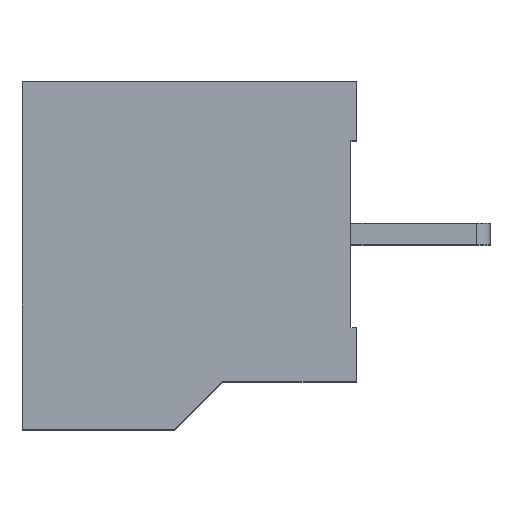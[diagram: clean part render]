
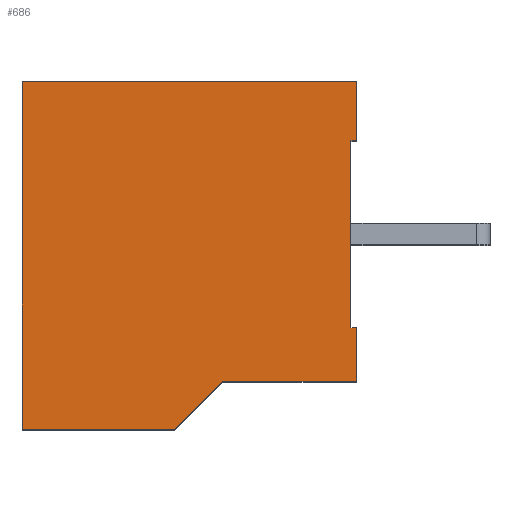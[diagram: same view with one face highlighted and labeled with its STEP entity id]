
A CAD part, top view. The second image highlights one B-rep face of the part: STEP entity #686.
In plain terms, the highlighted planar face has unit normal (0, 0, 1).
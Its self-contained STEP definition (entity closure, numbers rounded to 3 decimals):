
#686 = ADVANCED_FACE( '', ( #1385 ), #1386, .T. );
#1385 = FACE_OUTER_BOUND( '', #2101, .T. );
#1386 = PLANE( '', #2102 );
#2101 = EDGE_LOOP( '', ( #3945, #3946, #3947, #3948, #3949, #3950, #3951, #3952, #3953, #3954 ) );
#2102 = AXIS2_PLACEMENT_3D( '', #3955, #3956, #3957 );
#3945 = ORIENTED_EDGE( '', *, *, #5129, .F. );
#3946 = ORIENTED_EDGE( '', *, *, #4911, .F. );
#3947 = ORIENTED_EDGE( '', *, *, #4902, .T. );
#3948 = ORIENTED_EDGE( '', *, *, #4947, .F. );
#3949 = ORIENTED_EDGE( '', *, *, #5007, .F. );
#3950 = ORIENTED_EDGE( '', *, *, #5130, .T. );
#3951 = ORIENTED_EDGE( '', *, *, #4957, .F. );
#3952 = ORIENTED_EDGE( '', *, *, #4523, .F. );
#3953 = ORIENTED_EDGE( '', *, *, #4797, .T. );
#3954 = ORIENTED_EDGE( '', *, *, #4621, .F. );
#3955 = CARTESIAN_POINT( '', ( 12.003, -10.629, 0. ) );
#3956 = DIRECTION( '', ( 0., 0., 1. ) );
#3957 = DIRECTION( '', ( 1., 0., 0. ) );
#4523 = EDGE_CURVE( '', #5475, #5477, #5478, .T. );
#4621 = EDGE_CURVE( '', #5636, #5637, #5638, .T. );
#4797 = EDGE_CURVE( '', #5475, #5637, #5913, .T. );
#4902 = EDGE_CURVE( '', #6058, #6056, #6059, .T. );
#4911 = EDGE_CURVE( '', #6058, #6072, #6073, .T. );
#4947 = EDGE_CURVE( '', #6128, #6056, #6130, .T. );
#4957 = EDGE_CURVE( '', #5477, #6141, #6142, .T. );
#5007 = EDGE_CURVE( '', #6208, #6128, #6210, .T. );
#5129 = EDGE_CURVE( '', #6072, #5636, #6358, .T. );
#5130 = EDGE_CURVE( '', #6208, #6141, #6359, .T. );
#5475 = VERTEX_POINT( '', #6830 );
#5477 = VERTEX_POINT( '', #6833 );
#5478 = LINE( '', #6834, #6835 );
#5636 = VERTEX_POINT( '', #7065 );
#5637 = VERTEX_POINT( '', #7066 );
#5638 = LINE( '', #7067, #7068 );
#5913 = LINE( '', #7481, #7482 );
#6056 = VERTEX_POINT( '', #7698 );
#6058 = VERTEX_POINT( '', #7701 );
#6059 = LINE( '', #7702, #7703 );
#6072 = VERTEX_POINT( '', #7722 );
#6073 = LINE( '', #7723, #7724 );
#6128 = VERTEX_POINT( '', #7805 );
#6130 = LINE( '', #7808, #7809 );
#6141 = VERTEX_POINT( '', #7825 );
#6142 = LINE( '', #7826, #7827 );
#6208 = VERTEX_POINT( '', #7929 );
#6210 = LINE( '', #7932, #7933 );
#6358 = LINE( '', #8158, #8159 );
#6359 = LINE( '', #8160, #8161 );
#6830 = CARTESIAN_POINT( '', ( 12.5, 0., 0. ) );
#6833 = CARTESIAN_POINT( '', ( 12.5, -2.2, 0. ) );
#6834 = CARTESIAN_POINT( '', ( 12.5, 0., 0. ) );
#6835 = VECTOR( '', #8380, 1000. );
#7065 = CARTESIAN_POINT( '', ( 0., -13., 0. ) );
#7066 = CARTESIAN_POINT( '', ( 0., 0., 0. ) );
#7067 = CARTESIAN_POINT( '', ( 0., -12.05, 0. ) );
#7068 = VECTOR( '', #8462, 1000. );
#7481 = CARTESIAN_POINT( '', ( 12.2, 0., 0. ) );
#7482 = VECTOR( '', #8607, 1000. );
#7698 = CARTESIAN_POINT( '', ( 12.5, -11.2, 0. ) );
#7701 = CARTESIAN_POINT( '', ( 7.5, -11.2, 0. ) );
#7702 = CARTESIAN_POINT( '', ( 10.298, -11.2, 0. ) );
#7703 = VECTOR( '', #8688, 1000. );
#7722 = CARTESIAN_POINT( '', ( 5.7, -13., 0. ) );
#7723 = CARTESIAN_POINT( '', ( 7.5, -11.2, 0. ) );
#7724 = VECTOR( '', #8695, 1000. );
#7805 = CARTESIAN_POINT( '', ( 12.5, -9.2, 0. ) );
#7808 = CARTESIAN_POINT( '', ( 12.5, -9.2, 0. ) );
#7809 = VECTOR( '', #8723, 1000. );
#7825 = CARTESIAN_POINT( '', ( 12.3, -2.2, 0. ) );
#7826 = CARTESIAN_POINT( '', ( 12.5, -2.2, 0. ) );
#7827 = VECTOR( '', #8729, 1000. );
#7929 = CARTESIAN_POINT( '', ( 12.3, -9.2, 0. ) );
#7932 = CARTESIAN_POINT( '', ( 12.182, -9.2, 0. ) );
#7933 = VECTOR( '', #8767, 1000. );
#8158 = CARTESIAN_POINT( '', ( 10.298, -13., 0. ) );
#8159 = VECTOR( '', #8851, 1000. );
#8160 = CARTESIAN_POINT( '', ( 12.3, -12.3, 0. ) );
#8161 = VECTOR( '', #8852, 1000. );
#8380 = DIRECTION( '', ( 0., -1., 0. ) );
#8462 = DIRECTION( '', ( 0., 1., 0. ) );
#8607 = DIRECTION( '', ( -1., 0., 0. ) );
#8688 = DIRECTION( '', ( 1., 0., 0. ) );
#8695 = DIRECTION( '', ( -0.707, -0.707, 0. ) );
#8723 = DIRECTION( '', ( 0., -1., 0. ) );
#8729 = DIRECTION( '', ( -1., 0., 0. ) );
#8767 = DIRECTION( '', ( 1., 0., 0. ) );
#8851 = DIRECTION( '', ( -1., 0., 0. ) );
#8852 = DIRECTION( '', ( 0., 1., 0. ) );
